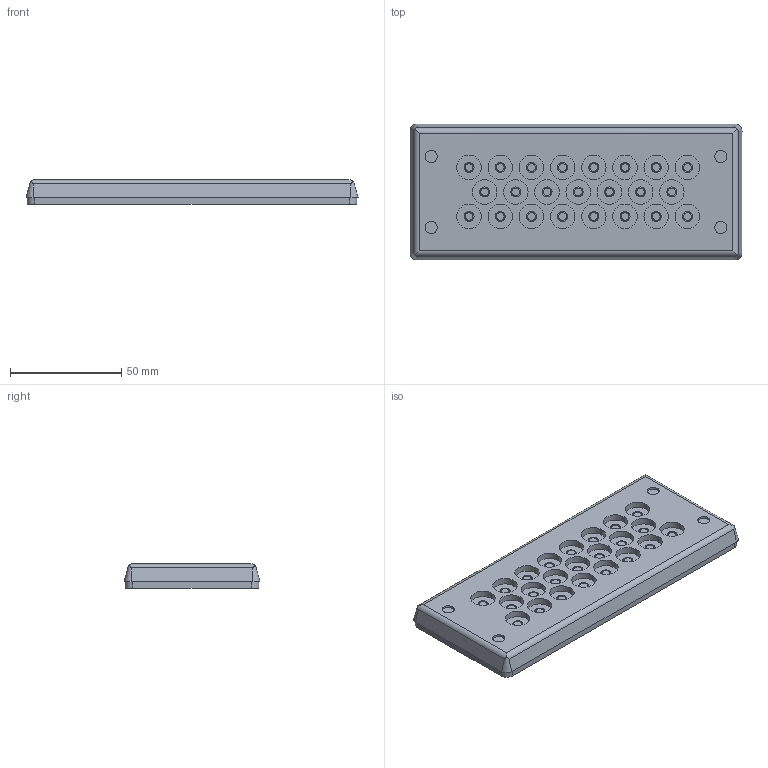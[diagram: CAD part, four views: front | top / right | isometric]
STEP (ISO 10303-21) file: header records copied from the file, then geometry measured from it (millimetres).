
FILE_DESCRIPTION (( 'STEP AP203' ), '1' );
FILE_NAME ('567421.step', '2024-10-14T13:36:25', ( '' ), ( '' ), 'SwSTEP 2.0', 'SolidWorks 2023', '' );
FILE_SCHEMA (( 'CONFIG_CONTROL_DESIGN' ));
Length unit declared in the file: inch
Products named in the file (1): 567421
Bounding box: 149 x 61 x 11 mm (x, y, z)
Volume: 47732.6 mm3; surface area: 29708.4 mm2
Topology: 1 solids, 1 shells, 340 faces, 748 edges, 496 vertices
Faces by surface type: cylinder 208, plane 120, cone 12
Entity records: 9755 total; most frequent: DIRECTION 1846, CARTESIAN_POINT 1733, ORIENTED_EDGE 1496, AXIS2_PLACEMENT_3D 769, EDGE_CURVE 748, VERTEX_POINT 496, CIRCLE 428, EDGE_LOOP 426
